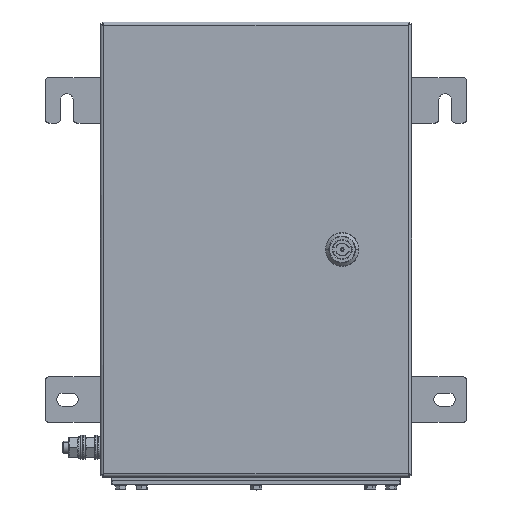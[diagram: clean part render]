
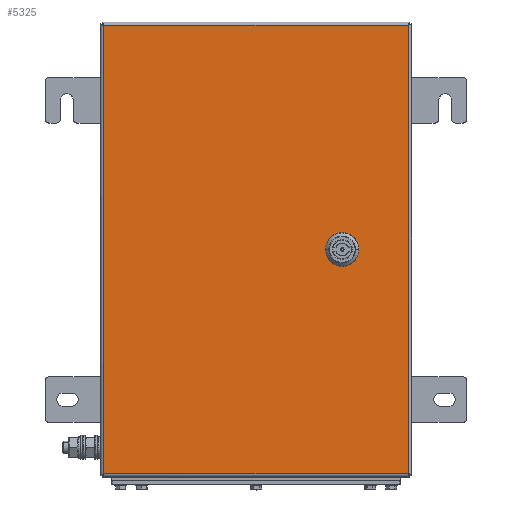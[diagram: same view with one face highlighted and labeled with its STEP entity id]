
A CAD part, top view. The second image highlights one B-rep face of the part: STEP entity #5325.
In plain terms, the highlighted planar face has unit normal (0, 0, 1).
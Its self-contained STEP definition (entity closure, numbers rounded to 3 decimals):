
#67 = CARTESIAN_POINT ( 'NONE',  ( 66.944, 10.05, 0. ) ) ;
#82 = CIRCLE ( 'NONE', #14307, 11.25 ) ;
#228 = CIRCLE ( 'NONE', #26712, 11.25 ) ;
#440 = CARTESIAN_POINT ( 'NONE',  ( 82.05, 5.056, 0. ) ) ;
#535 = LINE ( 'NONE', #440, #13992 ) ;
#946 = CARTESIAN_POINT ( 'NONE',  ( -127.25, 187.25, 0. ) ) ;
#1829 = CARTESIAN_POINT ( 'NONE',  ( 61.95, 5.056, 0. ) ) ;
#1936 = AXIS2_PLACEMENT_3D ( 'NONE', #14563, #33216, #17316 ) ;
#2557 = VERTEX_POINT ( 'NONE', #18219 ) ;
#2775 = EDGE_CURVE ( 'NONE', #4419, #9553, #26047, .T. ) ;
#3514 = ORIENTED_EDGE ( 'NONE', *, *, #27283, .T. ) ;
#3664 = DIRECTION ( 'NONE',  ( 1., 0., 0. ) ) ;
#3824 = EDGE_CURVE ( 'NONE', #10051, #32585, #4160, .T. ) ;
#4160 = LINE ( 'NONE', #29165, #24707 ) ;
#4419 = VERTEX_POINT ( 'NONE', #18041 ) ;
#4544 = AXIS2_PLACEMENT_3D ( 'NONE', #11013, #29779, #13765 ) ;
#4553 = DIRECTION ( 'NONE',  ( 0., -1., 0. ) ) ;
#4878 = CARTESIAN_POINT ( 'NONE',  ( 130., 190., 0. ) ) ;
#5098 = DIRECTION ( 'NONE',  ( 0., 0., 1. ) ) ;
#5325 = ADVANCED_FACE ( 'NONE', ( #15774, #22059 ), #34166, .F. ) ;
#5557 = CARTESIAN_POINT ( 'NONE',  ( 72., 0., 0. ) ) ;
#5870 = VECTOR ( 'NONE', #3664, 1000. ) ;
#7129 = VERTEX_POINT ( 'NONE', #13152 ) ;
#7209 = VERTEX_POINT ( 'NONE', #32096 ) ;
#7648 = VERTEX_POINT ( 'NONE', #30433 ) ;
#8167 = DIRECTION ( 'NONE',  ( 1., 0., 0. ) ) ;
#8263 = CARTESIAN_POINT ( 'NONE',  ( 66.944, 10.05, 0. ) ) ;
#8318 = VECTOR ( 'NONE', #29621, 1000. ) ;
#9553 = VERTEX_POINT ( 'NONE', #67 ) ;
#9743 = AXIS2_PLACEMENT_3D ( 'NONE', #4878, #29446, #13437 ) ;
#10049 = VERTEX_POINT ( 'NONE', #17222 ) ;
#10051 = VERTEX_POINT ( 'NONE', #33237 ) ;
#10165 = ORIENTED_EDGE ( 'NONE', *, *, #3824, .T. ) ;
#10498 = VERTEX_POINT ( 'NONE', #32429 ) ;
#10553 = EDGE_CURVE ( 'NONE', #10498, #19126, #535, .T. ) ;
#11013 = CARTESIAN_POINT ( 'NONE',  ( 72., 0., 0. ) ) ;
#11870 = EDGE_CURVE ( 'NONE', #7648, #10051, #26442, .T. ) ;
#12296 = CARTESIAN_POINT ( 'NONE',  ( -127.25, 188.493, 0. ) ) ;
#12607 = EDGE_CURVE ( 'NONE', #7129, #10498, #15552, .T. ) ;
#12612 = VECTOR ( 'NONE', #24441, 1000. ) ;
#13089 = EDGE_CURVE ( 'NONE', #9553, #2557, #22620, .T. ) ;
#13117 = ORIENTED_EDGE ( 'NONE', *, *, #26187, .F. ) ;
#13152 = CARTESIAN_POINT ( 'NONE',  ( 77.056, -10.05, 0. ) ) ;
#13177 = DIRECTION ( 'NONE',  ( 0., 1., 0. ) ) ;
#13437 = DIRECTION ( 'NONE',  ( -1., 0., 0. ) ) ;
#13765 = DIRECTION ( 'NONE',  ( 1., 0., 0. ) ) ;
#13992 = VECTOR ( 'NONE', #24625, 1000. ) ;
#14307 = AXIS2_PLACEMENT_3D ( 'NONE', #5557, #24327, #8167 ) ;
#14333 = ORIENTED_EDGE ( 'NONE', *, *, #29614, .F. ) ;
#14524 = EDGE_CURVE ( 'NONE', #26962, #7648, #25083, .T. ) ;
#14563 = CARTESIAN_POINT ( 'NONE',  ( 72., 0., 0. ) ) ;
#15552 = CIRCLE ( 'NONE', #4544, 11.25 ) ;
#15774 = FACE_BOUND ( 'NONE', #34026, .T. ) ;
#17222 = CARTESIAN_POINT ( 'NONE',  ( 66.944, -10.05, 0. ) ) ;
#17316 = DIRECTION ( 'NONE',  ( 1., 0., 0. ) ) ;
#18041 = CARTESIAN_POINT ( 'NONE',  ( 77.056, 10.05, 0. ) ) ;
#18067 = VECTOR ( 'NONE', #31049, 1000. ) ;
#18219 = CARTESIAN_POINT ( 'NONE',  ( 61.95, 5.056, 0. ) ) ;
#18324 = LINE ( 'NONE', #25271, #30744 ) ;
#18559 = EDGE_LOOP ( 'NONE', ( #24521, #33630, #10165, #3514 ) ) ;
#18778 = CARTESIAN_POINT ( 'NONE',  ( 128.493, 187.25, 0. ) ) ;
#19126 = VERTEX_POINT ( 'NONE', #28993 ) ;
#20247 = ORIENTED_EDGE ( 'NONE', *, *, #13089, .F. ) ;
#20525 = EDGE_CURVE ( 'NONE', #10049, #7129, #18324, .T. ) ;
#20737 = ORIENTED_EDGE ( 'NONE', *, *, #10553, .F. ) ;
#21118 = ORIENTED_EDGE ( 'NONE', *, *, #12607, .F. ) ;
#21271 = CARTESIAN_POINT ( 'NONE',  ( 72., 0., 0. ) ) ;
#21864 = ORIENTED_EDGE ( 'NONE', *, *, #20525, .F. ) ;
#22059 = FACE_OUTER_BOUND ( 'NONE', #18559, .T. ) ;
#22620 = CIRCLE ( 'NONE', #1936, 11.25 ) ;
#23878 = DIRECTION ( 'NONE',  ( 1., 0., 0. ) ) ;
#24189 = VECTOR ( 'NONE', #4553, 1000. ) ;
#24327 = DIRECTION ( 'NONE',  ( 0., 0., 1. ) ) ;
#24441 = DIRECTION ( 'NONE',  ( -1., 0., 0. ) ) ;
#24521 = ORIENTED_EDGE ( 'NONE', *, *, #14524, .T. ) ;
#24625 = DIRECTION ( 'NONE',  ( 0., 1., 0. ) ) ;
#24707 = VECTOR ( 'NONE', #13177, 1000. ) ;
#25003 = LINE ( 'NONE', #1829, #24189 ) ;
#25083 = LINE ( 'NONE', #12296, #18067 ) ;
#25099 = CARTESIAN_POINT ( 'NONE',  ( -128.493, -187.25, 0. ) ) ;
#25271 = CARTESIAN_POINT ( 'NONE',  ( 66.944, -10.05, 0. ) ) ;
#26047 = LINE ( 'NONE', #8263, #12612 ) ;
#26187 = EDGE_CURVE ( 'NONE', #2557, #7209, #25003, .T. ) ;
#26442 = LINE ( 'NONE', #25099, #5870 ) ;
#26712 = AXIS2_PLACEMENT_3D ( 'NONE', #21271, #5098, #23878 ) ;
#26962 = VERTEX_POINT ( 'NONE', #946 ) ;
#27209 = ORIENTED_EDGE ( 'NONE', *, *, #2775, .F. ) ;
#27283 = EDGE_CURVE ( 'NONE', #32585, #26962, #29762, .T. ) ;
#27914 = DIRECTION ( 'NONE',  ( 1., 0., 0. ) ) ;
#28993 = CARTESIAN_POINT ( 'NONE',  ( 82.05, 5.056, 0. ) ) ;
#29165 = CARTESIAN_POINT ( 'NONE',  ( 127.25, -188.493, 0. ) ) ;
#29446 = DIRECTION ( 'NONE',  ( 0., 0., -1. ) ) ;
#29614 = EDGE_CURVE ( 'NONE', #7209, #10049, #228, .T. ) ;
#29621 = DIRECTION ( 'NONE',  ( -1., 0., 0. ) ) ;
#29762 = LINE ( 'NONE', #18778, #8318 ) ;
#29779 = DIRECTION ( 'NONE',  ( 0., 0., 1. ) ) ;
#30433 = CARTESIAN_POINT ( 'NONE',  ( -127.25, -187.25, 0. ) ) ;
#30744 = VECTOR ( 'NONE', #27914, 1000. ) ;
#31049 = DIRECTION ( 'NONE',  ( 0., -1., 0. ) ) ;
#32096 = CARTESIAN_POINT ( 'NONE',  ( 61.95, -5.056, 0. ) ) ;
#32159 = CARTESIAN_POINT ( 'NONE',  ( 127.25, 187.25, 0. ) ) ;
#32429 = CARTESIAN_POINT ( 'NONE',  ( 82.05, -5.056, 0. ) ) ;
#32585 = VERTEX_POINT ( 'NONE', #32159 ) ;
#33134 = EDGE_CURVE ( 'NONE', #19126, #4419, #82, .T. ) ;
#33216 = DIRECTION ( 'NONE',  ( 0., 0., 1. ) ) ;
#33237 = CARTESIAN_POINT ( 'NONE',  ( 127.25, -187.25, 0. ) ) ;
#33630 = ORIENTED_EDGE ( 'NONE', *, *, #11870, .T. ) ;
#34026 = EDGE_LOOP ( 'NONE', ( #27209, #34251, #20737, #21118, #21864, #14333, #13117, #20247 ) ) ;
#34166 = PLANE ( 'NONE',  #9743 ) ;
#34251 = ORIENTED_EDGE ( 'NONE', *, *, #33134, .F. ) ;
